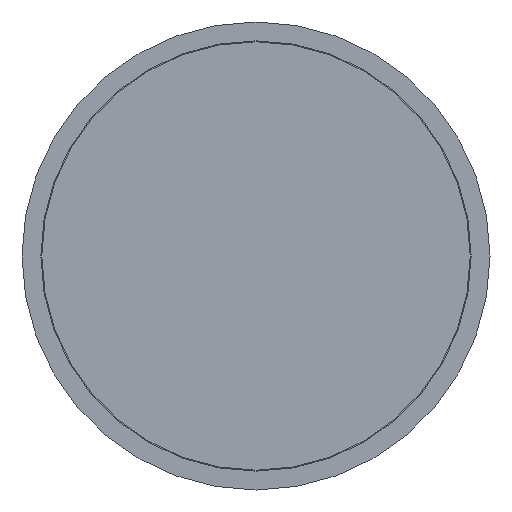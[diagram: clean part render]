
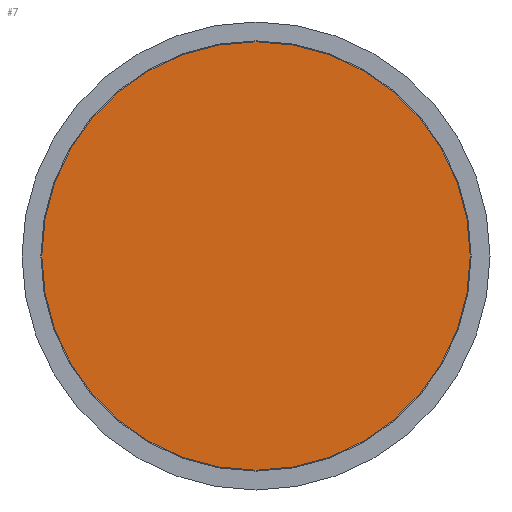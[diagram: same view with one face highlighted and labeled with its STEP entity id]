
A CAD part, front view. The second image highlights one B-rep face of the part: STEP entity #7.
In plain terms, the highlighted planar face has unit normal (0, -1, 0).
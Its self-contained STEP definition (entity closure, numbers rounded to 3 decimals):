
#7 = ADVANCED_FACE ( 'NONE', ( #381 ), #222, .F. ) ;
#67 = DIRECTION ( 'NONE',  ( 0., 0., -1. ) ) ;
#126 = ORIENTED_EDGE ( 'NONE', *, *, #129, .T. ) ;
#129 = EDGE_CURVE ( 'NONE', #569, #569, #680, .T. ) ;
#148 = DIRECTION ( 'NONE',  ( 0., 1., 0. ) ) ;
#222 = PLANE ( 'NONE',  #571 ) ;
#242 = AXIS2_PLACEMENT_3D ( 'NONE', #305, #924, #67 ) ;
#305 = CARTESIAN_POINT ( 'NONE',  ( 0., 0., 0. ) ) ;
#381 = FACE_OUTER_BOUND ( 'NONE', #953, .T. ) ;
#529 = CARTESIAN_POINT ( 'NONE',  ( -56.75, 0., 0. ) ) ;
#569 = VERTEX_POINT ( 'NONE', #876 ) ;
#571 = AXIS2_PLACEMENT_3D ( 'NONE', #529, #148, #757 ) ;
#680 = CIRCLE ( 'NONE', #242, 56.75 ) ;
#757 = DIRECTION ( 'NONE',  ( 0., 0., 1. ) ) ;
#876 = CARTESIAN_POINT ( 'NONE',  ( 0., 0., -56.75 ) ) ;
#924 = DIRECTION ( 'NONE',  ( 0., -1., 0. ) ) ;
#953 = EDGE_LOOP ( 'NONE', ( #126 ) ) ;
